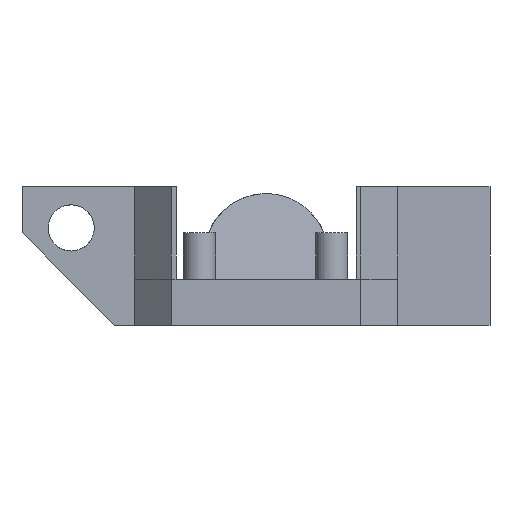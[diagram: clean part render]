
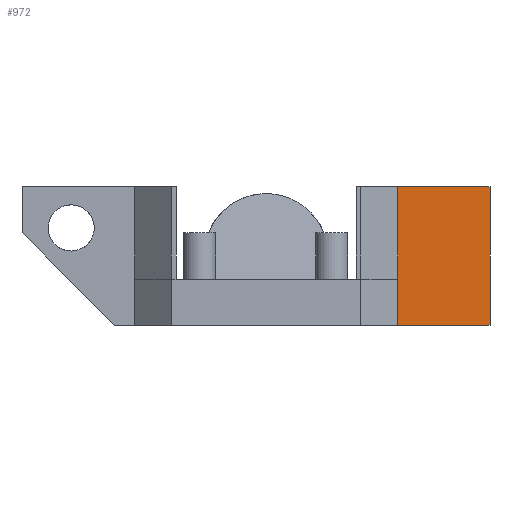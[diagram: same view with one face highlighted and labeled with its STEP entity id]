
A CAD part, front view. The second image highlights one B-rep face of the part: STEP entity #972.
In plain terms, the highlighted planar face has unit normal (0, -1, 0).
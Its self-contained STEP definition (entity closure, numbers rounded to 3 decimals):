
#63=FACE_OUTER_BOUND('',#116,.T.);
#116=EDGE_LOOP('',(#740,#741,#742,#743));
#185=LINE('',#1396,#308);
#199=LINE('',#1427,#322);
#223=LINE('',#1475,#346);
#224=LINE('',#1476,#347);
#308=VECTOR('',#1118,10.);
#322=VECTOR('',#1138,10.);
#346=VECTOR('',#1184,10.);
#347=VECTOR('',#1185,10.);
#426=VERTEX_POINT('',#1393);
#427=VERTEX_POINT('',#1395);
#440=VERTEX_POINT('',#1424);
#441=VERTEX_POINT('',#1426);
#523=EDGE_CURVE('',#427,#426,#185,.T.);
#538=EDGE_CURVE('',#440,#441,#199,.T.);
#563=EDGE_CURVE('',#441,#426,#223,.T.);
#564=EDGE_CURVE('',#427,#440,#224,.T.);
#740=ORIENTED_EDGE('',*,*,#523,.T.);
#741=ORIENTED_EDGE('',*,*,#563,.F.);
#742=ORIENTED_EDGE('',*,*,#538,.F.);
#743=ORIENTED_EDGE('',*,*,#564,.F.);
#928=PLANE('',#1027);
#972=ADVANCED_FACE('',(#63),#928,.T.);
#1027=AXIS2_PLACEMENT_3D('',#1474,#1182,#1183);
#1118=DIRECTION('',(1.,0.,0.));
#1138=DIRECTION('',(1.,0.,0.));
#1182=DIRECTION('center_axis',(0.,-1.,0.));
#1183=DIRECTION('ref_axis',(0.,0.,-1.));
#1184=DIRECTION('',(0.,0.,-1.));
#1185=DIRECTION('',(0.,0.,1.));
#1393=CARTESIAN_POINT('',(4.638,12.,0.));
#1395=CARTESIAN_POINT('',(2.638,12.,0.));
#1396=CARTESIAN_POINT('',(2.638,12.,0.));
#1424=CARTESIAN_POINT('',(2.638,12.,3.));
#1426=CARTESIAN_POINT('',(4.638,12.,3.));
#1427=CARTESIAN_POINT('',(2.638,12.,3.));
#1474=CARTESIAN_POINT('Origin',(2.638,12.,3.));
#1475=CARTESIAN_POINT('',(4.638,12.,3.));
#1476=CARTESIAN_POINT('',(2.638,12.,3.));
